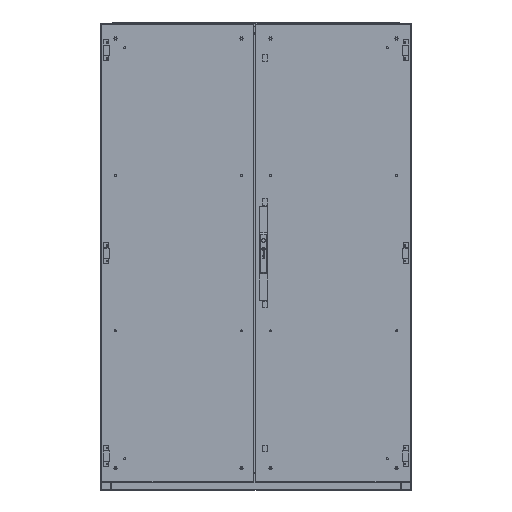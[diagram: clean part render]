
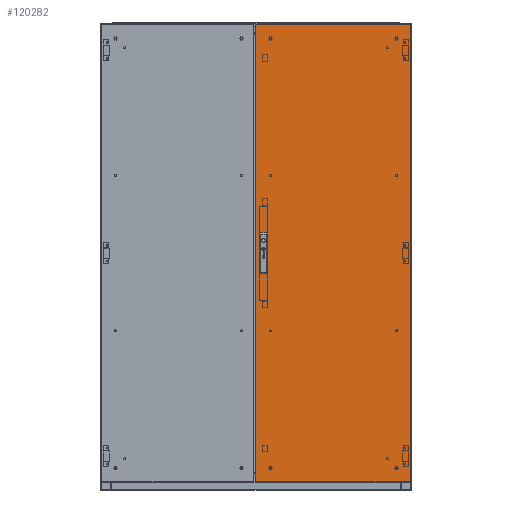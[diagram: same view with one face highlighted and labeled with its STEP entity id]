
A CAD part, top view. The second image highlights one B-rep face of the part: STEP entity #120282.
In plain terms, the highlighted planar face has unit normal (0, 0, 1).
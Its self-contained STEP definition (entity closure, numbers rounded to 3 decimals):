
#798 = VECTOR ( 'NONE', #145908, 1000. ) ;
#1543 = ORIENTED_EDGE ( 'NONE', *, *, #65263, .T. ) ;
#2729 = DIRECTION ( 'NONE',  ( 0., -1., 0. ) ) ;
#5530 = CARTESIAN_POINT ( 'NONE',  ( -283.2, 78.5, 0. ) ) ;
#9926 = CARTESIAN_POINT ( 'NONE',  ( -252.8, 78.5, 0. ) ) ;
#10042 = CARTESIAN_POINT ( 'NONE',  ( 300., -883.5, 0. ) ) ;
#13683 = VERTEX_POINT ( 'NONE', #5530 ) ;
#16040 = DIRECTION ( 'NONE',  ( 0., 0., 1. ) ) ;
#19638 = CARTESIAN_POINT ( 'NONE',  ( 300., 883.5, 0. ) ) ;
#23748 = AXIS2_PLACEMENT_3D ( 'NONE', #141895, #16040, #96363 ) ;
#25425 = ORIENTED_EDGE ( 'NONE', *, *, #140426, .F. ) ;
#26847 = ORIENTED_EDGE ( 'NONE', *, *, #65443, .T. ) ;
#30612 = EDGE_CURVE ( 'NONE', #13683, #102558, #105078, .T. ) ;
#31126 = VECTOR ( 'NONE', #119998, 1000. ) ;
#31174 = LINE ( 'NONE', #19638, #798 ) ;
#34500 = CARTESIAN_POINT ( 'NONE',  ( -283.2, -78.5, 0. ) ) ;
#34724 = CARTESIAN_POINT ( 'NONE',  ( -300., -883.5, 0. ) ) ;
#34763 = LINE ( 'NONE', #39749, #31126 ) ;
#37392 = ORIENTED_EDGE ( 'NONE', *, *, #112334, .F. ) ;
#38708 = PLANE ( 'NONE',  #23748 ) ;
#39181 = ORIENTED_EDGE ( 'NONE', *, *, #42219, .T. ) ;
#39261 = CARTESIAN_POINT ( 'NONE',  ( -252.8, -78.5, 0. ) ) ;
#39749 = CARTESIAN_POINT ( 'NONE',  ( -252.8, 0., 0. ) ) ;
#42219 = EDGE_CURVE ( 'NONE', #75163, #55278, #144220, .T. ) ;
#44018 = VECTOR ( 'NONE', #110309, 1000. ) ;
#47344 = LINE ( 'NONE', #48278, #104837 ) ;
#48278 = CARTESIAN_POINT ( 'NONE',  ( -300., -883.5, 0. ) ) ;
#51629 = VERTEX_POINT ( 'NONE', #34500 ) ;
#52562 = EDGE_CURVE ( 'NONE', #124742, #75163, #94565, .T. ) ;
#55278 = VERTEX_POINT ( 'NONE', #34724 ) ;
#58060 = VECTOR ( 'NONE', #2729, 1000. ) ;
#61510 = CARTESIAN_POINT ( 'NONE',  ( -300., 883.5, 0. ) ) ;
#61656 = LINE ( 'NONE', #116957, #58060 ) ;
#63984 = VECTOR ( 'NONE', #108989, 1000. ) ;
#64257 = EDGE_LOOP ( 'NONE', ( #25425, #133451, #26847, #37392 ) ) ;
#65263 = EDGE_CURVE ( 'NONE', #55278, #71402, #47344, .T. ) ;
#65329 = LINE ( 'NONE', #120167, #122874 ) ;
#65443 = EDGE_CURVE ( 'NONE', #102558, #106035, #34763, .T. ) ;
#69551 = ORIENTED_EDGE ( 'NONE', *, *, #52562, .T. ) ;
#71402 = VERTEX_POINT ( 'NONE', #10042 ) ;
#75163 = VERTEX_POINT ( 'NONE', #129813 ) ;
#77651 = EDGE_LOOP ( 'NONE', ( #109616, #69551, #39181, #1543 ) ) ;
#85849 = CARTESIAN_POINT ( 'NONE',  ( -300., 883.5, 0. ) ) ;
#94565 = LINE ( 'NONE', #85849, #63984 ) ;
#96363 = DIRECTION ( 'NONE',  ( 1., 0., 0. ) ) ;
#102558 = VERTEX_POINT ( 'NONE', #9926 ) ;
#103042 = VECTOR ( 'NONE', #130295, 1000. ) ;
#104837 = VECTOR ( 'NONE', #117016, 1000. ) ;
#105078 = LINE ( 'NONE', #121862, #44018 ) ;
#105994 = FACE_BOUND ( 'NONE', #64257, .T. ) ;
#106035 = VERTEX_POINT ( 'NONE', #39261 ) ;
#108677 = DIRECTION ( 'NONE',  ( 1., 0., 0. ) ) ;
#108989 = DIRECTION ( 'NONE',  ( -1., 0., 0. ) ) ;
#109595 = FACE_OUTER_BOUND ( 'NONE', #77651, .T. ) ;
#109616 = ORIENTED_EDGE ( 'NONE', *, *, #124819, .T. ) ;
#110309 = DIRECTION ( 'NONE',  ( 1., 0., 0. ) ) ;
#112334 = EDGE_CURVE ( 'NONE', #51629, #106035, #65329, .T. ) ;
#116957 = CARTESIAN_POINT ( 'NONE',  ( -283.2, 0., 0. ) ) ;
#117016 = DIRECTION ( 'NONE',  ( 1., 0., 0. ) ) ;
#119998 = DIRECTION ( 'NONE',  ( 0., -1., 0. ) ) ;
#120167 = CARTESIAN_POINT ( 'NONE',  ( -283.2, -78.5, 0. ) ) ;
#120282 = ADVANCED_FACE ( 'NONE', ( #109595, #105994 ), #38708, .T. ) ;
#121862 = CARTESIAN_POINT ( 'NONE',  ( -283.2, 78.5, 0. ) ) ;
#122874 = VECTOR ( 'NONE', #108677, 1000. ) ;
#124742 = VERTEX_POINT ( 'NONE', #133967 ) ;
#124819 = EDGE_CURVE ( 'NONE', #71402, #124742, #31174, .T. ) ;
#129813 = CARTESIAN_POINT ( 'NONE',  ( -300., 883.5, 0. ) ) ;
#130295 = DIRECTION ( 'NONE',  ( 0., -1., 0. ) ) ;
#133451 = ORIENTED_EDGE ( 'NONE', *, *, #30612, .T. ) ;
#133967 = CARTESIAN_POINT ( 'NONE',  ( 300., 883.5, 0. ) ) ;
#140426 = EDGE_CURVE ( 'NONE', #13683, #51629, #61656, .T. ) ;
#141895 = CARTESIAN_POINT ( 'NONE',  ( 0., 0., 0. ) ) ;
#144220 = LINE ( 'NONE', #61510, #103042 ) ;
#145908 = DIRECTION ( 'NONE',  ( 0., 1., 0. ) ) ;
